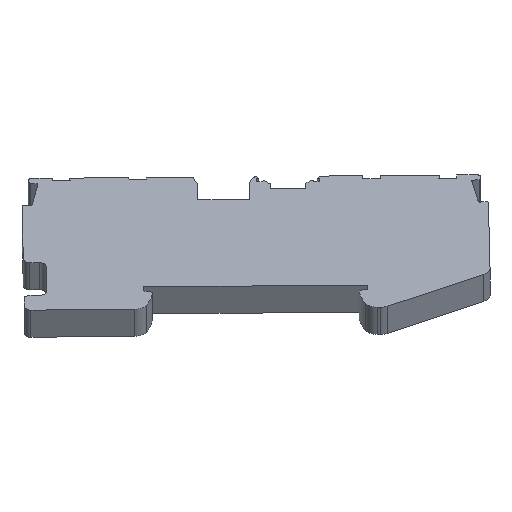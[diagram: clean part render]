
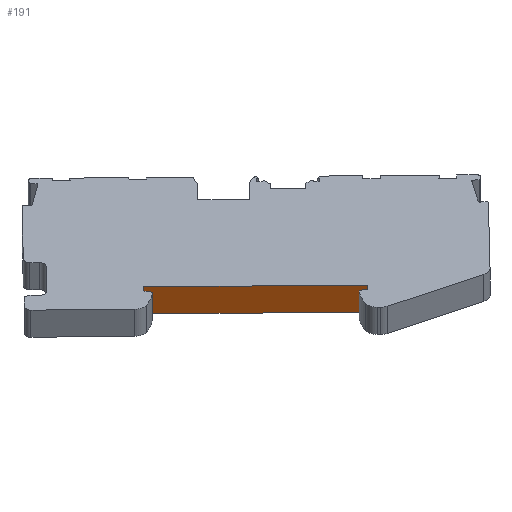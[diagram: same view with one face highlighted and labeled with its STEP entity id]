
A CAD part, isometric view. The second image highlights one B-rep face of the part: STEP entity #191.
In plain terms, the highlighted planar face has unit normal (-0.697, -0.717, 0).
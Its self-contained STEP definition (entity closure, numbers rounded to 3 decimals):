
#191 = ADVANCED_FACE( '', ( #518 ), #519, .F. );
#518 = FACE_OUTER_BOUND( '', #982, .T. );
#519 = PLANE( '', #983 );
#982 = EDGE_LOOP( '', ( #1480, #1481, #1482, #1483 ) );
#983 = AXIS2_PLACEMENT_3D( '', #1484, #1485, #1486 );
#1480 = ORIENTED_EDGE( '', *, *, #2931, .T. );
#1481 = ORIENTED_EDGE( '', *, *, #2932, .F. );
#1482 = ORIENTED_EDGE( '', *, *, #2933, .F. );
#1483 = ORIENTED_EDGE( '', *, *, #2934, .T. );
#1484 = CARTESIAN_POINT( '', ( -3.458, -17.842, 0. ) );
#1485 = DIRECTION( '', ( 0.697, 0.717, 0. ) );
#1486 = DIRECTION( '', ( 0., 0., -1. ) );
#2931 = EDGE_CURVE( '', #3548, #3549, #3550, .T. );
#2932 = EDGE_CURVE( '', #3551, #3549, #3552, .T. );
#2933 = EDGE_CURVE( '', #3553, #3551, #3554, .T. );
#2934 = EDGE_CURVE( '', #3553, #3548, #3555, .T. );
#3548 = VERTEX_POINT( '', #4451 );
#3549 = VERTEX_POINT( '', #4452 );
#3550 = LINE( '', #4453, #4454 );
#3551 = VERTEX_POINT( '', #4455 );
#3552 = LINE( '', #4456, #4457 );
#3553 = VERTEX_POINT( '', #4458 );
#3554 = LINE( '', #4459, #4460 );
#3555 = LINE( '', #4461, #4462 );
#4451 = CARTESIAN_POINT( '', ( -3.458, -17.842, 5.15 ) );
#4452 = CARTESIAN_POINT( '', ( -28.339, 6.345, 5.15 ) );
#4453 = CARTESIAN_POINT( '', ( -3.458, -17.842, 5.15 ) );
#4454 = VECTOR( '', #5619, 1000. );
#4455 = CARTESIAN_POINT( '', ( -28.339, 6.345, 0. ) );
#4456 = CARTESIAN_POINT( '', ( -28.339, 6.345, 0. ) );
#4457 = VECTOR( '', #5620, 1000. );
#4458 = CARTESIAN_POINT( '', ( -3.458, -17.842, 0. ) );
#4459 = CARTESIAN_POINT( '', ( -22.855, 1.014, 0. ) );
#4460 = VECTOR( '', #5621, 1000. );
#4461 = CARTESIAN_POINT( '', ( -3.458, -17.842, 0. ) );
#4462 = VECTOR( '', #5622, 1000. );
#5619 = DIRECTION( '', ( -0.717, 0.697, 0. ) );
#5620 = DIRECTION( '', ( 0., 0., 1. ) );
#5621 = DIRECTION( '', ( -0.717, 0.697, 0. ) );
#5622 = DIRECTION( '', ( 0., 0., 1. ) );
